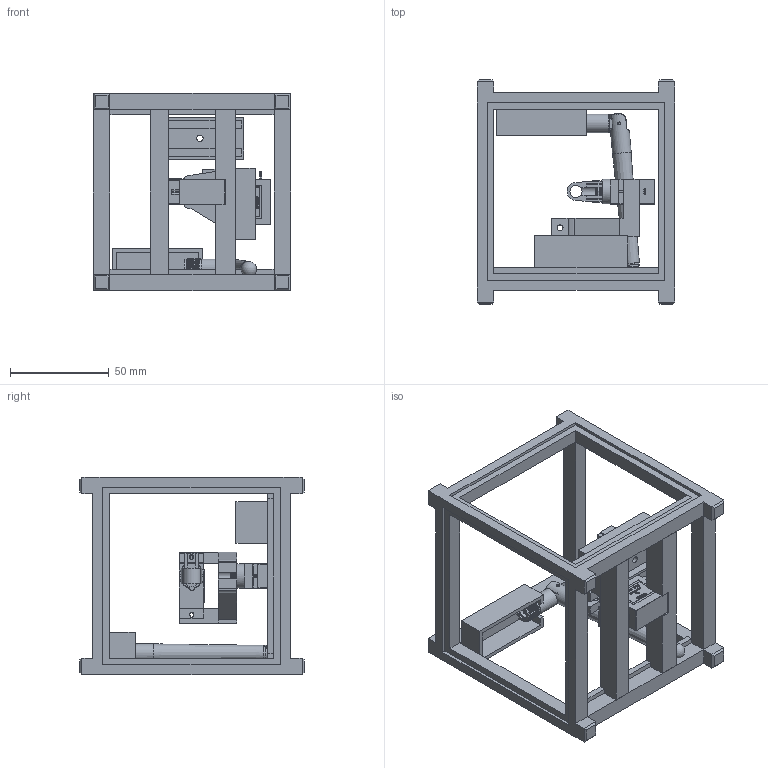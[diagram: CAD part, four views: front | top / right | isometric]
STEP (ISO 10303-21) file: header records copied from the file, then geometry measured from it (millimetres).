
FILE_DESCRIPTION(/* description */ (''),/* implementation_level */ '2;1');
FILE_NAME(/* name */ '',/* time_stamp */ '2026-02-15T20:24:06+03:00',/* author */ (''),/* organization */ (''),/* preprocessor_version */ 'ST-DEVELOPER v20.1',/* originating_system */ 'Autodesk Translation Framework v14.21.0.0',/* authorisation */ '');
FILE_SCHEMA (('AUTOMOTIVE_DESIGN { 1 0 10303 214 3 1 1 }'));
Products named in the file (8): вв; Component2; Micro Tower 9g v2; NanoV3 v4; NRF24L01L+Antenna; Antenna assy_0; Antenna base; Antenna top
Assembly tree (8 placements, depth 4):
  вв
    Component2
    Micro Tower 9g v2  x2
    NanoV3 v4
    NRF24L01L+Antenna
      Antenna assy_0
        Antenna base
        Antenna top
Bounding box: 100 x 113.5 x 100 mm (x, y, z)
Volume: 138780.2 mm3; surface area: 76346.3 mm2
Topology: 10 solids, 10 shells, 3026 faces, 8233 edges, 5393 vertices
Faces by surface type: bspline 1475, plane 1177, cylinder 304, torus 35, sphere 30, cone 5
Full cylindrical faces by diameter (mm): 0.9 x1, 1 x2, 1.5 x4, 1.623 x16, 2.01 x1, 2.04 x1, 2.074 x6, 2.2 x1, 3 x8, 3.162 x2, 3.2 x2, 4.5 x1, 4.7 x1, 5.24 x1, 6.1 x1, 6.6 x1, 7.6 x2, 9 x1, 9.3 x1, 9.5 x2
Entity records: 66075 total; most frequent: CARTESIAN_POINT 26299, ORIENTED_EDGE 9528, DIRECTION 5667, EDGE_CURVE 4764, VERTEX_POINT 3114, LINE 2679, VECTOR 2679, EDGE_LOOP 1896
